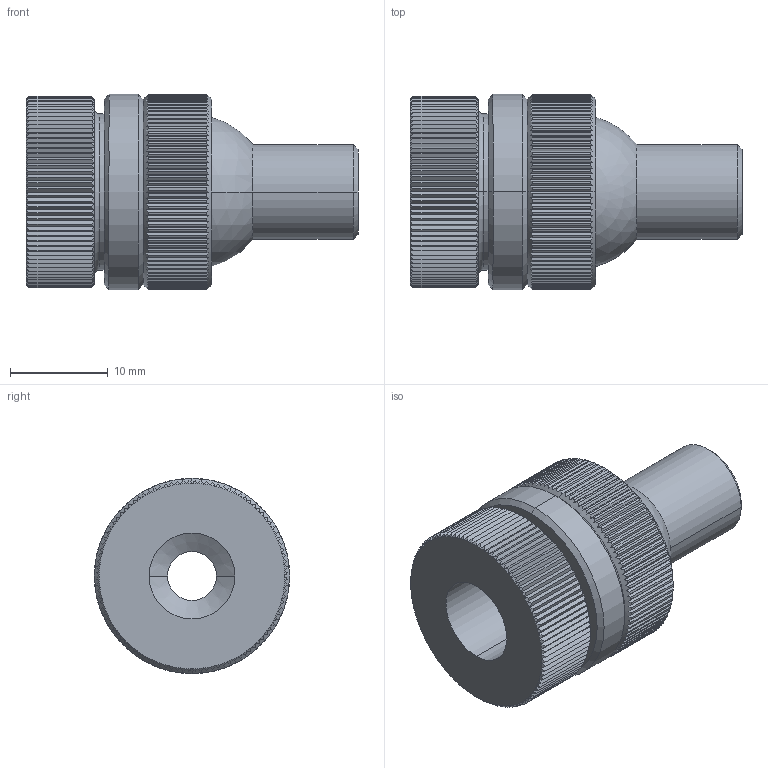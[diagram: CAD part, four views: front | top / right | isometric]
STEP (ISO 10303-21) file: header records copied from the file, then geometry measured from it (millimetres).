
FILE_DESCRIPTION (( 'STEP AP203' ), '1' );
FILE_NAME ('UJ10.STEP', '2017-11-13T16:40:27', ( '' ), ( '' ), 'SwSTEP 2.0', 'SolidWorks 2017', '' );
FILE_SCHEMA (( 'CONFIG_CONTROL_DESIGN' ));
Length unit declared in the file: millimetre
Products named in the file (4): AMSK240-2; UJ10; AMSK240-3; AMSK241-1
Assembly tree (3 placements, depth 2):
  UJ10
    AMSK240-3
    AMSK240-2
    AMSK241-1
Bounding box: 34 x 20 x 20 mm (x, y, z)
Volume: 5737 mm3; surface area: 5107.7 mm2
Topology: 3 solids, 3 shells, 758 faces, 2213 edges, 1461 vertices
Faces by surface type: plane 408, cone 222, cylinder 120, torus 6, sphere 2
Entity records: 26152 total; most frequent: CARTESIAN_POINT 6830, ORIENTED_EDGE 4416, DIRECTION 3406, EDGE_CURVE 2208, VERTEX_POINT 1458, AXIS2_PLACEMENT_3D 1234, LINE 938, VECTOR 938
